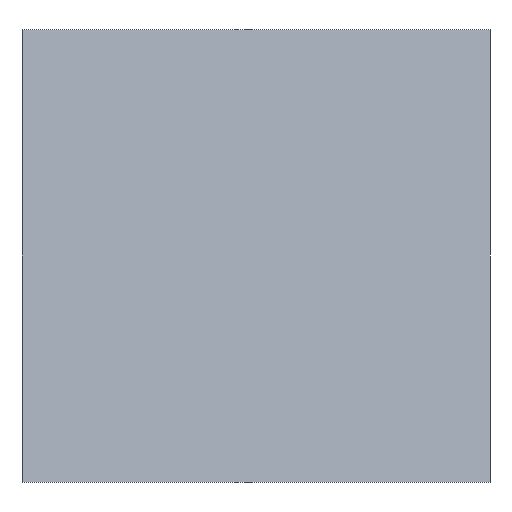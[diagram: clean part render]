
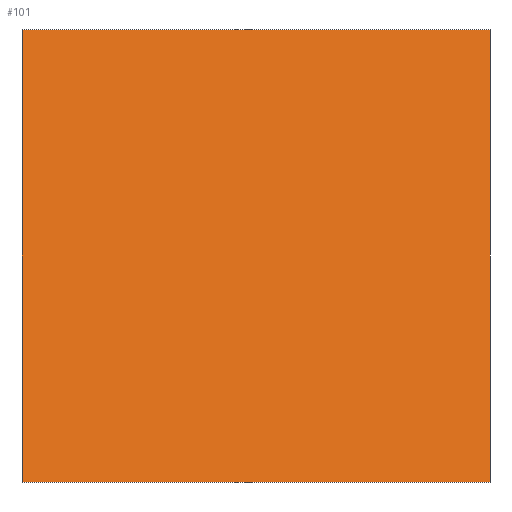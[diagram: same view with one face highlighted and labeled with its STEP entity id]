
A CAD part, front view. The second image highlights one B-rep face of the part: STEP entity #101.
In plain terms, the highlighted planar face has unit normal (0, -0.966, 0.259).
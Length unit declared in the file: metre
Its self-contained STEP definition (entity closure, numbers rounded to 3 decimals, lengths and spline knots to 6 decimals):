
#24=ORIENTED_EDGE('',*,*,#46,.F.);
#25=ORIENTED_EDGE('',*,*,#39,.F.);
#26=ORIENTED_EDGE('',*,*,#47,.T.);
#27=ORIENTED_EDGE('',*,*,#44,.T.);
#39=EDGE_CURVE('',#51,#49,#59,.T.);
#44=EDGE_CURVE('',#55,#54,#64,.T.);
#46=EDGE_CURVE('',#49,#54,#66,.T.);
#47=EDGE_CURVE('',#51,#55,#67,.T.);
#49=VERTEX_POINT('',#153);
#51=VERTEX_POINT('',#157);
#54=VERTEX_POINT('',#167);
#55=VERTEX_POINT('',#169);
#59=LINE('',#158,#71);
#64=LINE('',#168,#76);
#66=LINE('',#172,#78);
#67=LINE('',#173,#79);
#71=VECTOR('',#130,1.);
#76=VECTOR('',#139,1.);
#78=VECTOR('',#143,1.);
#79=VECTOR('',#144,1.);
#83=EDGE_LOOP('',(#24,#25,#26,#27));
#89=FACE_BOUND('',#83,.T.);
#95=PLANE('',#120);
#101=ADVANCED_FACE('',(#89),#95,.T.);
#120=AXIS2_PLACEMENT_3D('',#171,#141,#142);
#130=DIRECTION('',(-1.,0.,0.));
#139=DIRECTION('',(-1.,0.,0.));
#141=DIRECTION('',(0.,-0.966,0.259));
#142=DIRECTION('',(0.,-0.259,-0.966));
#143=DIRECTION('',(0.,0.259,0.966));
#144=DIRECTION('',(0.,0.259,0.966));
#153=CARTESIAN_POINT('',(0.,-0.025882,0.));
#157=CARTESIAN_POINT('',(0.1,-0.025882,0.));
#158=CARTESIAN_POINT('',(0.1,-0.025882,0.));
#167=CARTESIAN_POINT('',(0.,0.,0.096593));
#168=CARTESIAN_POINT('',(0.1,0.,0.096593));
#169=CARTESIAN_POINT('',(0.1,0.,0.096593));
#171=CARTESIAN_POINT('',(0.1,-0.012941,0.048296));
#172=CARTESIAN_POINT('',(0.,-0.012941,0.048296));
#173=CARTESIAN_POINT('',(0.1,-0.012941,0.048296));
